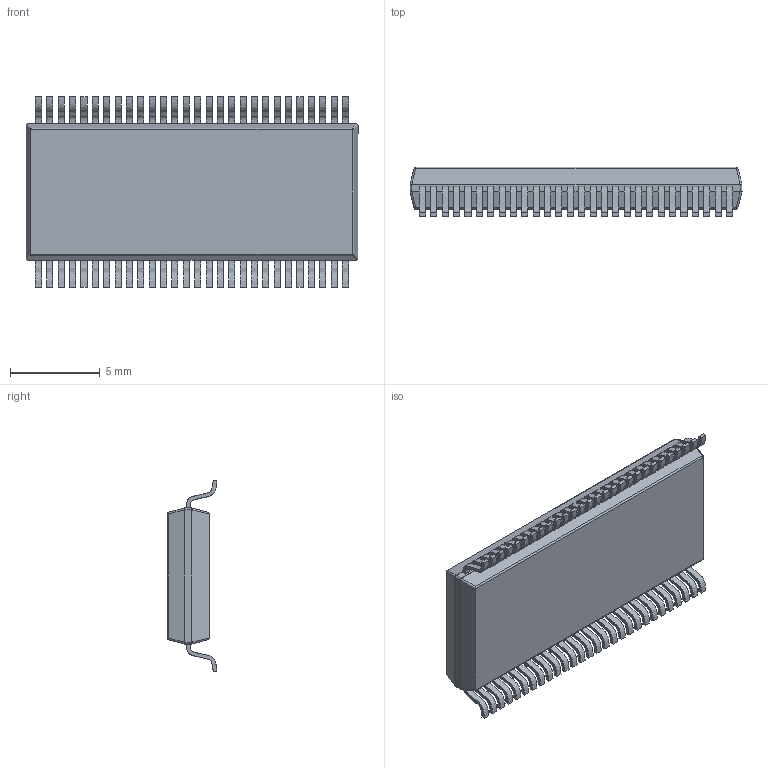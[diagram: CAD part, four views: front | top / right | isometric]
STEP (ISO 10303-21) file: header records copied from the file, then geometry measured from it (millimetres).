
FILE_DESCRIPTION (( 'STEP AP214' ), '1' );
FILE_NAME ('User Library-SSOP56_CY7C68013A.STEP', '2020-04-27T09:30:13', ( '' ), ( '' ), 'SwSTEP 2.0', 'SolidWorks 2019', '' );
FILE_SCHEMA (( 'AUTOMOTIVE_DESIGN' ));
Length unit declared in the file: millimetre
Products named in the file (1): User Library-SSOP56_CY7C68013A
Bounding box: 18.54 x 2.77 x 10.65 mm (x, y, z)
Volume: 326.5 mm3; surface area: 528.4 mm2
Topology: 1 solids, 1 shells, 654 faces, 1671 edges, 1072 vertices
Faces by surface type: bspline 330, plane 289, cylinder 35
Entity records: 33302 total; most frequent: CARTESIAN_POINT 15630, ORIENTED_EDGE 3286, DIRECTION 1701, EDGE_CURVE 1643, VERTEX_POINT 1072, LINE 943, VECTOR 943, EDGE_LOOP 735
